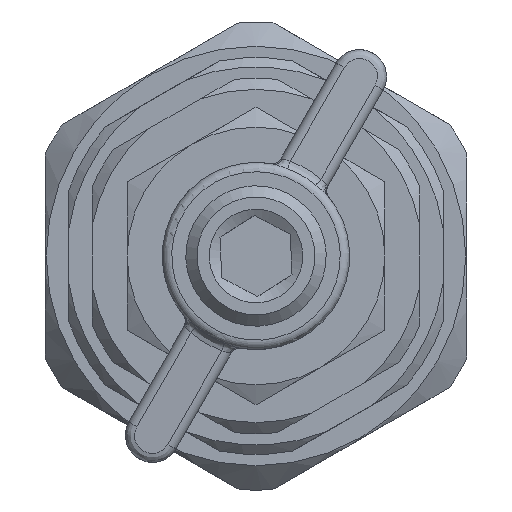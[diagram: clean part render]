
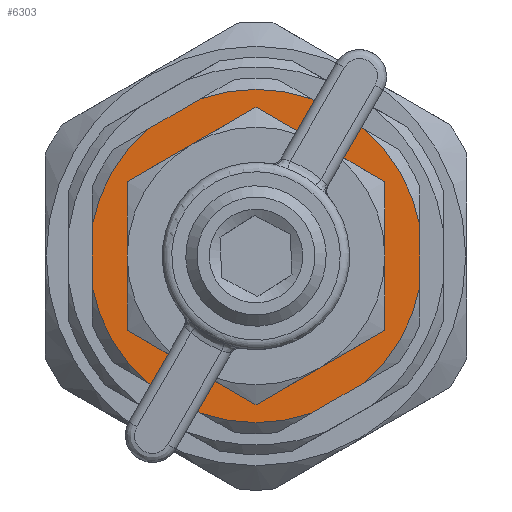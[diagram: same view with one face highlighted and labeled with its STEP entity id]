
A CAD part, left-side view. The second image highlights one B-rep face of the part: STEP entity #6303.
In plain terms, the highlighted planar face has unit normal (-1, 0, 0).
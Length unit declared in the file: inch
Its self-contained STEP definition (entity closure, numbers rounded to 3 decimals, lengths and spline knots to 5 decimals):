
#5487=CARTESIAN_POINT('',(-2.965,0.4375,0.08136));
#5488=VERTEX_POINT('',#5487);
#5556=CARTESIAN_POINT('',(-2.965,0.4375,-0.08136));
#5557=VERTEX_POINT('',#5556);
#5571=CARTESIAN_POINT('',(-2.965,0.4375,0.08136));
#5572=DIRECTION('',(0.0,0.0,-1.0));
#5573=VECTOR('',#5572,0.16271);
#5574=LINE('',#5571,#5573);
#5575=EDGE_CURVE('',#5488,#5557,#5574,.T.);
#5587=CARTESIAN_POINT('',(-2.965,-0.28921,0.33821));
#5588=VERTEX_POINT('',#5587);
#5656=CARTESIAN_POINT('',(-2.965,-0.14829,0.41956));
#5657=VERTEX_POINT('',#5656);
#5671=CARTESIAN_POINT('',(-2.965,-0.28921,0.33821));
#5672=DIRECTION('',(0.0,0.866,0.5));
#5673=VECTOR('',#5672,0.16271);
#5674=LINE('',#5671,#5673);
#5675=EDGE_CURVE('',#5588,#5657,#5674,.T.);
#5687=CARTESIAN_POINT('',(-2.965,-0.4375,-0.08136));
#5688=VERTEX_POINT('',#5687);
#5756=CARTESIAN_POINT('',(-2.965,-0.4375,0.08136));
#5757=VERTEX_POINT('',#5756);
#5771=CARTESIAN_POINT('',(-2.965,-0.4375,-0.08136));
#5772=DIRECTION('',(0.0,0.0,1.0));
#5773=VECTOR('',#5772,0.16271);
#5774=LINE('',#5771,#5773);
#5775=EDGE_CURVE('',#5688,#5757,#5774,.T.);
#5810=CARTESIAN_POINT('',(-2.965,0.14829,-0.41956));
#5811=VERTEX_POINT('',#5810);
#5825=CARTESIAN_POINT('',(-2.965,0.28921,-0.33821));
#5826=VERTEX_POINT('',#5825);
#5827=CARTESIAN_POINT('',(-2.965,0.28921,-0.33821));
#5828=DIRECTION('',(0.0,-0.866,-0.5));
#5829=VECTOR('',#5828,0.16271);
#5830=LINE('',#5827,#5829);
#5831=EDGE_CURVE('',#5826,#5811,#5830,.T.);
#5887=CARTESIAN_POINT('',(-2.965,0.14829,0.41956));
#5888=VERTEX_POINT('',#5887);
#5956=CARTESIAN_POINT('',(-2.965,0.28921,0.33821));
#5957=VERTEX_POINT('',#5956);
#5971=CARTESIAN_POINT('',(-2.965,0.14829,0.41956));
#5972=DIRECTION('',(0.0,0.866,-0.5));
#5973=VECTOR('',#5972,0.16271);
#5974=LINE('',#5971,#5973);
#5975=EDGE_CURVE('',#5888,#5957,#5974,.T.);
#6010=CARTESIAN_POINT('',(-2.965,-0.28921,-0.33821));
#6011=VERTEX_POINT('',#6010);
#6025=CARTESIAN_POINT('',(-2.965,-0.14829,-0.41956));
#6026=VERTEX_POINT('',#6025);
#6027=CARTESIAN_POINT('',(-2.965,-0.14829,-0.41956));
#6028=DIRECTION('',(0.0,-0.866,0.5));
#6029=VECTOR('',#6028,0.16271);
#6030=LINE('',#6027,#6029);
#6031=EDGE_CURVE('',#6026,#6011,#6030,.T.);
#6237=CARTESIAN_POINT('',(-2.965,0.26933,-0.1555));
#6238=DIRECTION('',(-1.0,0.0,0.0));
#6239=DIRECTION('',(0.0,0.5,0.866));
#6240=AXIS2_PLACEMENT_3D('',#6237,#6238,#6239);
#6241=PLANE('',#6240);
#6242=ORIENTED_EDGE('',*,*,#5575,.T.);
#6243=CARTESIAN_POINT('',(-2.965,0.,0.));
#6244=DIRECTION('',(1.0,0.,0.));
#6245=DIRECTION('',(0.,0.866,-0.5));
#6246=AXIS2_PLACEMENT_3D('',#6243,#6244,#6245);
#6247=CIRCLE('',#6246,0.445);
#6248=EDGE_CURVE('',#5826,#5557,#6247,.T.);
#6249=ORIENTED_EDGE('',*,*,#6248,.F.);
#6250=ORIENTED_EDGE('',*,*,#5831,.T.);
#6251=CARTESIAN_POINT('',(-2.965,0.,0.));
#6252=DIRECTION('',(1.0,0.,0.));
#6253=DIRECTION('',(0.,0.866,-0.5));
#6254=AXIS2_PLACEMENT_3D('',#6251,#6252,#6253);
#6255=CIRCLE('',#6254,0.445);
#6256=EDGE_CURVE('',#6026,#5811,#6255,.T.);
#6257=ORIENTED_EDGE('',*,*,#6256,.F.);
#6258=ORIENTED_EDGE('',*,*,#6031,.T.);
#6259=CARTESIAN_POINT('',(-2.965,0.,0.));
#6260=DIRECTION('',(1.0,0.,0.));
#6261=DIRECTION('',(0.,0.866,-0.5));
#6262=AXIS2_PLACEMENT_3D('',#6259,#6260,#6261);
#6263=CIRCLE('',#6262,0.445);
#6264=EDGE_CURVE('',#5688,#6011,#6263,.T.);
#6265=ORIENTED_EDGE('',*,*,#6264,.F.);
#6266=ORIENTED_EDGE('',*,*,#5775,.T.);
#6267=CARTESIAN_POINT('',(-2.965,0.,0.));
#6268=DIRECTION('',(1.0,0.,0.));
#6269=DIRECTION('',(0.,0.866,-0.5));
#6270=AXIS2_PLACEMENT_3D('',#6267,#6268,#6269);
#6271=CIRCLE('',#6270,0.445);
#6272=EDGE_CURVE('',#5588,#5757,#6271,.T.);
#6273=ORIENTED_EDGE('',*,*,#6272,.F.);
#6274=ORIENTED_EDGE('',*,*,#5675,.T.);
#6275=CARTESIAN_POINT('',(-2.965,0.,0.));
#6276=DIRECTION('',(1.0,0.,0.));
#6277=DIRECTION('',(0.,0.866,-0.5));
#6278=AXIS2_PLACEMENT_3D('',#6275,#6276,#6277);
#6279=CIRCLE('',#6278,0.445);
#6280=EDGE_CURVE('',#5888,#5657,#6279,.T.);
#6281=ORIENTED_EDGE('',*,*,#6280,.F.);
#6282=ORIENTED_EDGE('',*,*,#5975,.T.);
#6283=CARTESIAN_POINT('',(-2.965,0.,0.));
#6284=DIRECTION('',(1.0,0.,0.));
#6285=DIRECTION('',(0.,0.866,-0.5));
#6286=AXIS2_PLACEMENT_3D('',#6283,#6284,#6285);
#6287=CIRCLE('',#6286,0.445);
#6288=EDGE_CURVE('',#5488,#5957,#6287,.T.);
#6289=ORIENTED_EDGE('',*,*,#6288,.F.);
#6290=EDGE_LOOP('',(#6242,#6249,#6250,#6257,#6258,#6265,#6266,#6273,#6274,#6281,#6282,#6289));
#6291=FACE_OUTER_BOUND('',#6290,.T.);
#6292=CARTESIAN_POINT('',(-2.965,0.15329,-0.0885));
#6293=VERTEX_POINT('',#6292);
#6294=CARTESIAN_POINT('',(-2.965,0.,0.));
#6295=DIRECTION('',(1.0,0.,0.));
#6296=DIRECTION('',(0.,0.866,-0.5));
#6297=AXIS2_PLACEMENT_3D('',#6294,#6295,#6296);
#6298=CIRCLE('',#6297,0.177);
#6299=EDGE_CURVE('',#6293,#6293,#6298,.T.);
#6300=ORIENTED_EDGE('',*,*,#6299,.T.);
#6301=EDGE_LOOP('',(#6300));
#6302=FACE_BOUND('',#6301,.T.);
#6303=ADVANCED_FACE('',(#6291,#6302),#6241,.T.);
